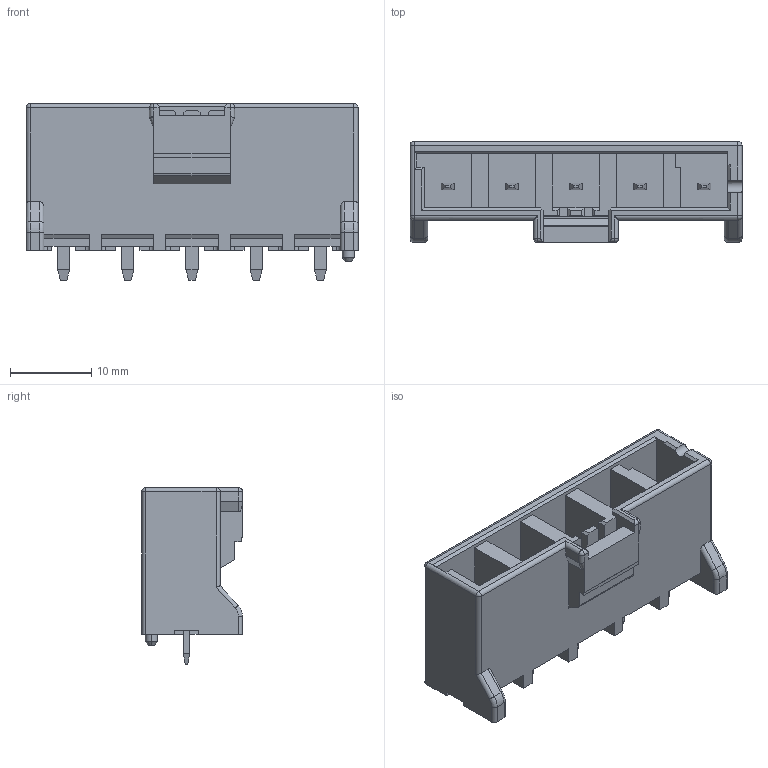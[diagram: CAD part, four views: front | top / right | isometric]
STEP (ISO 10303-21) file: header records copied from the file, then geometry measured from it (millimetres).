
FILE_DESCRIPTION(('FreeCAD Model'),'2;1');
FILE_NAME('DF22R-5P-7.92DSA.step' ,'2019-02-25T11:51:33',('kicad StepUp'),('ksu MCAD'), 'Open CASCADE STEP processor 7.3','FreeCAD','Unknown');
FILE_SCHEMA(('AUTOMOTIVE_DESIGN { 1 0 10303 214 1 1 1 1 }'));
Length unit declared in the file: millimetre
Products named in the file (1): DF22R-5P-7.92DSA
Bounding box: 40.98 x 12.45 x 21.8 mm (x, y, z)
Volume: 4167.6 mm3; surface area: 5087.1 mm2
Topology: 1 solids, 1 shells, 308 faces, 810 edges, 507 vertices
Faces by surface type: plane 249, cylinder 45, sphere 6, torus 4, bspline 2, cone 2
Entity records: 9365 total; most frequent: CARTESIAN_POINT 1808, ORIENTED_EDGE 1604, DIRECTION 1476, EDGE_CURVE 802, LINE 706, VECTOR 706, VERTEX_POINT 507, AXIS2_PLACEMENT_3D 385
